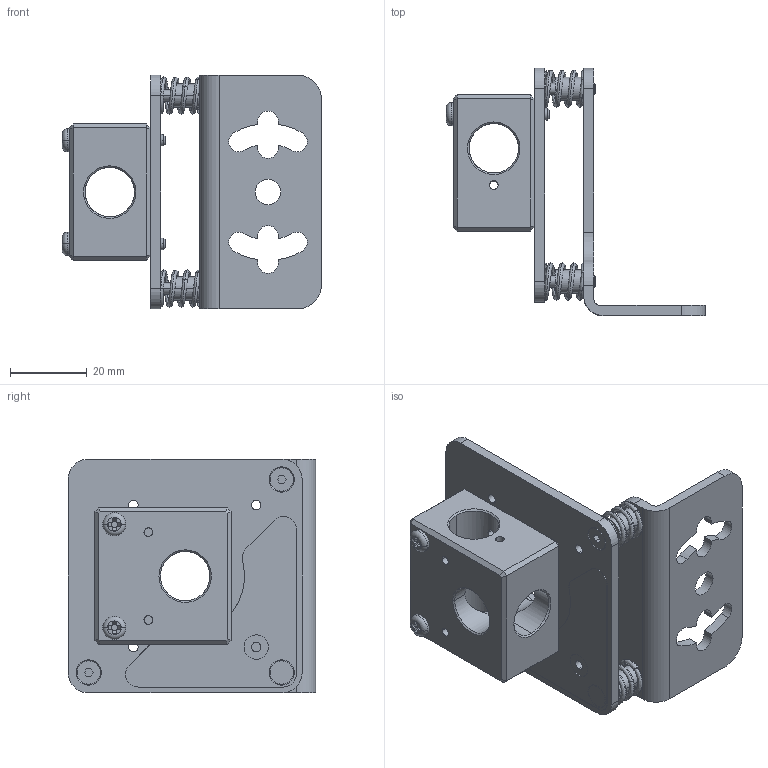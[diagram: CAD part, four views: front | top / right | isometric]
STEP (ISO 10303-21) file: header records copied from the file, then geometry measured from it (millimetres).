
FILE_DESCRIPTION((''),'2;1');
FILE_NAME('156800_SW','2011-10-06T',('banengservice'),('BANNER ENGINEERING'),'PRO/ENGINEER BY PARAMETRIC TECHNOLOGY CORPORATION, 2009141','PRO/ENGINEER BY PARAMETRIC TECHNOLOGY CORPORATION, 2009141','');
FILE_SCHEMA(('CONFIG_CONTROL_DESIGN'));
Length unit declared in the file: inch
Products named in the file (1): 156800_SW
Bounding box: 67.54 x 64.52 x 60.96 mm (x, y, z)
Volume: 34631.3 mm3; surface area: 24463.2 mm2
Topology: 1 solids, 1 shells, 330 faces, 837 edges, 523 vertices
Faces by surface type: plane 128, cylinder 125, cone 42, bspline 15, revolution 9, torus 8, extrusion 3
Entity records: 16670 total; most frequent: CARTESIAN_POINT 8609, ORIENTED_EDGE 1674, DIRECTION 1634, EDGE_CURVE 837, AXIS2_PLACEMENT_3D 602, VERTEX_POINT 523, VECTOR 421, LINE 418
